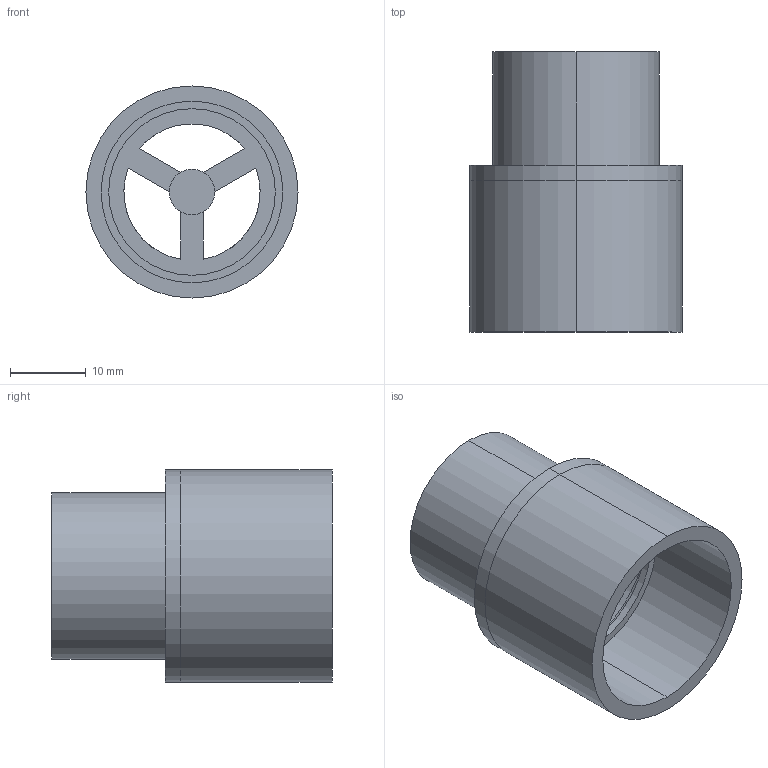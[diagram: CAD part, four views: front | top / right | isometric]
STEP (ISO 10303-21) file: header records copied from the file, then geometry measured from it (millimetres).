
FILE_DESCRIPTION (( 'STEP AP203' ), '1' );
FILE_NAME ('a_exhaleValve.STEP', '2021-05-10T03:11:46', ( '' ), ( '' ), 'SwSTEP 2.0', 'SolidWorks 2015', '' );
FILE_SCHEMA (( 'CONFIG_CONTROL_DESIGN' ));
Length unit declared in the file: millimetre
Products named in the file (1): a_exhaleValve
Bounding box: 28 x 37 x 28 mm (x, y, z)
Volume: 6570.7 mm3; surface area: 7308.2 mm2
Topology: 3 solids, 3 shells, 45 faces, 101 edges, 66 vertices
Faces by surface type: cylinder 27, plane 16, torus 2
Entity records: 1372 total; most frequent: DIRECTION 249, CARTESIAN_POINT 213, ORIENTED_EDGE 202, AXIS2_PLACEMENT_3D 102, EDGE_CURVE 101, VERTEX_POINT 66, EDGE_LOOP 59, CIRCLE 56
